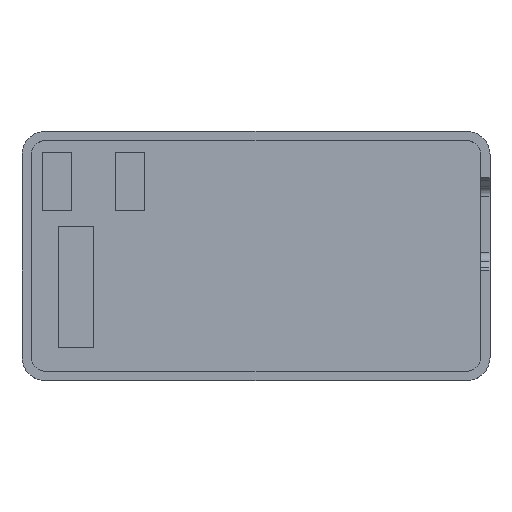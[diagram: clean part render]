
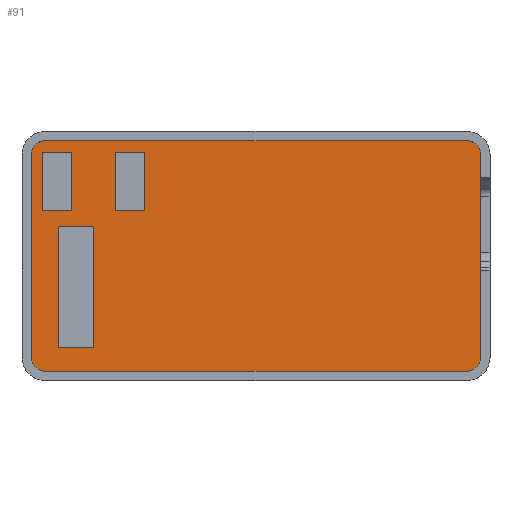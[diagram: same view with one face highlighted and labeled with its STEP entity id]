
A CAD part, top view. The second image highlights one B-rep face of the part: STEP entity #91.
In plain terms, the highlighted planar face has unit normal (0, 0, 1).
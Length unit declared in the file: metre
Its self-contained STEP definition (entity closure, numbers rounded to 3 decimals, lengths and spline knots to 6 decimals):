
#91 = ADVANCED_FACE( '', ( #212, #213, #214, #215 ), #216, .F. );
#212 = FACE_BOUND( '', #363, .T. );
#213 = FACE_OUTER_BOUND( '', #364, .T. );
#214 = FACE_BOUND( '', #365, .T. );
#215 = FACE_BOUND( '', #366, .T. );
#216 = PLANE( '', #367 );
#363 = EDGE_LOOP( '', ( #558, #559, #560, #561 ) );
#364 = EDGE_LOOP( '', ( #562, #563, #564, #565, #566, #567, #568, #569 ) );
#365 = EDGE_LOOP( '', ( #570, #571, #572, #573 ) );
#366 = EDGE_LOOP( '', ( #574, #575, #576, #577 ) );
#367 = AXIS2_PLACEMENT_3D( '', #578, #579, #580 );
#558 = ORIENTED_EDGE( '', *, *, #967, .F. );
#559 = ORIENTED_EDGE( '', *, *, #968, .F. );
#560 = ORIENTED_EDGE( '', *, *, #969, .T. );
#561 = ORIENTED_EDGE( '', *, *, #970, .T. );
#562 = ORIENTED_EDGE( '', *, *, #971, .F. );
#563 = ORIENTED_EDGE( '', *, *, #972, .F. );
#564 = ORIENTED_EDGE( '', *, *, #973, .F. );
#565 = ORIENTED_EDGE( '', *, *, #974, .F. );
#566 = ORIENTED_EDGE( '', *, *, #975, .F. );
#567 = ORIENTED_EDGE( '', *, *, #933, .F. );
#568 = ORIENTED_EDGE( '', *, *, #976, .F. );
#569 = ORIENTED_EDGE( '', *, *, #977, .F. );
#570 = ORIENTED_EDGE( '', *, *, #978, .F. );
#571 = ORIENTED_EDGE( '', *, *, #979, .F. );
#572 = ORIENTED_EDGE( '', *, *, #941, .T. );
#573 = ORIENTED_EDGE( '', *, *, #980, .T. );
#574 = ORIENTED_EDGE( '', *, *, #981, .F. );
#575 = ORIENTED_EDGE( '', *, *, #982, .F. );
#576 = ORIENTED_EDGE( '', *, *, #983, .T. );
#577 = ORIENTED_EDGE( '', *, *, #984, .T. );
#578 = CARTESIAN_POINT( '', ( 0.01905, 0.009525, -0.0005 ) );
#579 = DIRECTION( '', ( 0., 0., -1. ) );
#580 = DIRECTION( '', ( 1., 0., 0. ) );
#933 = EDGE_CURVE( '', #1118, #1119, #1120, .T. );
#941 = EDGE_CURVE( '', #1128, #1132, #1134, .T. );
#967 = EDGE_CURVE( '', #1178, #1179, #1180, .T. );
#968 = EDGE_CURVE( '', #1181, #1178, #1182, .T. );
#969 = EDGE_CURVE( '', #1181, #1183, #1184, .T. );
#970 = EDGE_CURVE( '', #1183, #1179, #1185, .T. );
#971 = EDGE_CURVE( '', #1186, #1187, #1188, .T. );
#972 = EDGE_CURVE( '', #1189, #1186, #1190, .T. );
#973 = EDGE_CURVE( '', #1191, #1189, #1192, .T. );
#974 = EDGE_CURVE( '', #1193, #1191, #1194, .T. );
#975 = EDGE_CURVE( '', #1119, #1193, #1195, .T. );
#976 = EDGE_CURVE( '', #1196, #1118, #1197, .T. );
#977 = EDGE_CURVE( '', #1187, #1196, #1198, .T. );
#978 = EDGE_CURVE( '', #1199, #1200, #1201, .T. );
#979 = EDGE_CURVE( '', #1128, #1199, #1202, .T. );
#980 = EDGE_CURVE( '', #1132, #1200, #1203, .T. );
#981 = EDGE_CURVE( '', #1204, #1205, #1206, .T. );
#982 = EDGE_CURVE( '', #1207, #1204, #1208, .T. );
#983 = EDGE_CURVE( '', #1207, #1209, #1210, .T. );
#984 = EDGE_CURVE( '', #1209, #1205, #1211, .T. );
#1118 = VERTEX_POINT( '', #1387 );
#1119 = VERTEX_POINT( '', #1388 );
#1120 = LINE( '', #1389, #1390 );
#1128 = VERTEX_POINT( '', #1401 );
#1132 = VERTEX_POINT( '', #1407 );
#1134 = LINE( '', #1410, #1411 );
#1178 = VERTEX_POINT( '', #1470 );
#1179 = VERTEX_POINT( '', #1471 );
#1180 = LINE( '', #1472, #1473 );
#1181 = VERTEX_POINT( '', #1474 );
#1182 = LINE( '', #1475, #1476 );
#1183 = VERTEX_POINT( '', #1477 );
#1184 = LINE( '', #1478, #1479 );
#1185 = LINE( '', #1480, #1481 );
#1186 = VERTEX_POINT( '', #1482 );
#1187 = VERTEX_POINT( '', #1483 );
#1188 = CIRCLE( '', #1484, 0.0012 );
#1189 = VERTEX_POINT( '', #1485 );
#1190 = LINE( '', #1486, #1487 );
#1191 = VERTEX_POINT( '', #1488 );
#1192 = CIRCLE( '', #1489, 0.0012 );
#1193 = VERTEX_POINT( '', #1490 );
#1194 = LINE( '', #1491, #1492 );
#1195 = CIRCLE( '', #1493, 0.0012 );
#1196 = VERTEX_POINT( '', #1494 );
#1197 = CIRCLE( '', #1495, 0.0012 );
#1198 = LINE( '', #1496, #1497 );
#1199 = VERTEX_POINT( '', #1498 );
#1200 = VERTEX_POINT( '', #1499 );
#1201 = LINE( '', #1500, #1501 );
#1202 = LINE( '', #1502, #1503 );
#1203 = LINE( '', #1504, #1505 );
#1204 = VERTEX_POINT( '', #1506 );
#1205 = VERTEX_POINT( '', #1507 );
#1206 = LINE( '', #1508, #1509 );
#1207 = VERTEX_POINT( '', #1510 );
#1208 = LINE( '', #1511, #1512 );
#1209 = VERTEX_POINT( '', #1513 );
#1210 = LINE( '', #1514, #1515 );
#1211 = LINE( '', #1516, #1517 );
#1387 = CARTESIAN_POINT( '', ( -0.0005, 0.0007, -0.0005 ) );
#1388 = CARTESIAN_POINT( '', ( -0.0005, 0.01835, -0.0005 ) );
#1389 = CARTESIAN_POINT( '', ( -0.0005, 0.009525, -0.0005 ) );
#1390 = VECTOR( '', #1714, 1. );
#1401 = CARTESIAN_POINT( '', ( 0.009335, 0.018542, -0.0005 ) );
#1407 = CARTESIAN_POINT( '', ( 0.009335, 0.013462, -0.0005 ) );
#1410 = CARTESIAN_POINT( '', ( 0.009335, 0.009525, -0.0005 ) );
#1411 = VECTOR( '', #1721, 1. );
#1470 = CARTESIAN_POINT( '', ( 0.000445, 0.018542, -0.0005 ) );
#1471 = CARTESIAN_POINT( '', ( 0.000445, 0.013462, -0.0005 ) );
#1472 = CARTESIAN_POINT( '', ( 0.000445, 0.009525, -0.0005 ) );
#1473 = VECTOR( '', #1749, 1. );
#1474 = CARTESIAN_POINT( '', ( 0.002985, 0.018542, -0.0005 ) );
#1475 = CARTESIAN_POINT( '', ( 0.01905, 0.018542, -0.0005 ) );
#1476 = VECTOR( '', #1750, 1. );
#1477 = CARTESIAN_POINT( '', ( 0.002985, 0.013462, -0.0005 ) );
#1478 = CARTESIAN_POINT( '', ( 0.002985, 0.009525, -0.0005 ) );
#1479 = VECTOR( '', #1751, 1. );
#1480 = CARTESIAN_POINT( '', ( 0.01905, 0.013462, -0.0005 ) );
#1481 = VECTOR( '', #1752, 1. );
#1482 = CARTESIAN_POINT( '', ( 0.0386, 0.0007, -0.0005 ) );
#1483 = CARTESIAN_POINT( '', ( 0.0374, -0.0005, -0.0005 ) );
#1484 = AXIS2_PLACEMENT_3D( '', #1753, #1754, #1755 );
#1485 = CARTESIAN_POINT( '', ( 0.0386, 0.01835, -0.0005 ) );
#1486 = CARTESIAN_POINT( '', ( 0.0386, 0.009525, -0.0005 ) );
#1487 = VECTOR( '', #1756, 1. );
#1488 = CARTESIAN_POINT( '', ( 0.0374, 0.01955, -0.0005 ) );
#1489 = AXIS2_PLACEMENT_3D( '', #1757, #1758, #1759 );
#1490 = CARTESIAN_POINT( '', ( 0.0007, 0.01955, -0.0005 ) );
#1491 = CARTESIAN_POINT( '', ( 0.01905, 0.01955, -0.0005 ) );
#1492 = VECTOR( '', #1760, 1. );
#1493 = AXIS2_PLACEMENT_3D( '', #1761, #1762, #1763 );
#1494 = CARTESIAN_POINT( '', ( 0.0007, -0.0005, -0.0005 ) );
#1495 = AXIS2_PLACEMENT_3D( '', #1764, #1765, #1766 );
#1496 = CARTESIAN_POINT( '', ( 0.01905, -0.0005, -0.0005 ) );
#1497 = VECTOR( '', #1767, 1. );
#1498 = CARTESIAN_POINT( '', ( 0.006795, 0.018542, -0.0005 ) );
#1499 = CARTESIAN_POINT( '', ( 0.006795, 0.013462, -0.0005 ) );
#1500 = CARTESIAN_POINT( '', ( 0.006795, 0.009525, -0.0005 ) );
#1501 = VECTOR( '', #1768, 1. );
#1502 = CARTESIAN_POINT( '', ( 0.01905, 0.018542, -0.0005 ) );
#1503 = VECTOR( '', #1769, 1. );
#1504 = CARTESIAN_POINT( '', ( 0.01905, 0.013462, -0.0005 ) );
#1505 = VECTOR( '', #1770, 1. );
#1506 = CARTESIAN_POINT( '', ( 0.001905, 0.012129, -0.0005 ) );
#1507 = CARTESIAN_POINT( '', ( 0.001905, 0.001588, -0.0005 ) );
#1508 = CARTESIAN_POINT( '', ( 0.001905, 0.009525, -0.0005 ) );
#1509 = VECTOR( '', #1771, 1. );
#1510 = CARTESIAN_POINT( '', ( 0.004953, 0.012129, -0.0005 ) );
#1511 = CARTESIAN_POINT( '', ( 0.01905, 0.012129, -0.0005 ) );
#1512 = VECTOR( '', #1772, 1. );
#1513 = CARTESIAN_POINT( '', ( 0.004953, 0.001588, -0.0005 ) );
#1514 = CARTESIAN_POINT( '', ( 0.004953, 0.009525, -0.0005 ) );
#1515 = VECTOR( '', #1773, 1. );
#1516 = CARTESIAN_POINT( '', ( 0.01905, 0.001588, -0.0005 ) );
#1517 = VECTOR( '', #1774, 1. );
#1714 = DIRECTION( '', ( 0., 1., 0. ) );
#1721 = DIRECTION( '', ( 0., -1., 0. ) );
#1749 = DIRECTION( '', ( 0., -1., 0. ) );
#1750 = DIRECTION( '', ( -1., 0., 0. ) );
#1751 = DIRECTION( '', ( 0., -1., 0. ) );
#1752 = DIRECTION( '', ( -1., 0., 0. ) );
#1753 = CARTESIAN_POINT( '', ( 0.0374, 0.0007, -0.0005 ) );
#1754 = DIRECTION( '', ( 0., 0., -1. ) );
#1755 = DIRECTION( '', ( -1., 0., 0. ) );
#1756 = DIRECTION( '', ( 0., -1., 0. ) );
#1757 = CARTESIAN_POINT( '', ( 0.0374, 0.01835, -0.0005 ) );
#1758 = DIRECTION( '', ( 0., 0., -1. ) );
#1759 = DIRECTION( '', ( -1., 0., 0. ) );
#1760 = DIRECTION( '', ( 1., 0., 0. ) );
#1761 = CARTESIAN_POINT( '', ( 0.0007, 0.01835, -0.0005 ) );
#1762 = DIRECTION( '', ( 0., 0., -1. ) );
#1763 = DIRECTION( '', ( -1., 0., 0. ) );
#1764 = CARTESIAN_POINT( '', ( 0.0007, 0.0007, -0.0005 ) );
#1765 = DIRECTION( '', ( 0., 0., -1. ) );
#1766 = DIRECTION( '', ( -1., 0., 0. ) );
#1767 = DIRECTION( '', ( -1., 0., 0. ) );
#1768 = DIRECTION( '', ( 0., -1., 0. ) );
#1769 = DIRECTION( '', ( -1., 0., 0. ) );
#1770 = DIRECTION( '', ( -1., 0., 0. ) );
#1771 = DIRECTION( '', ( 0., -1., 0. ) );
#1772 = DIRECTION( '', ( -1., 0., 0. ) );
#1773 = DIRECTION( '', ( 0., -1., 0. ) );
#1774 = DIRECTION( '', ( -1., 0., 0. ) );
